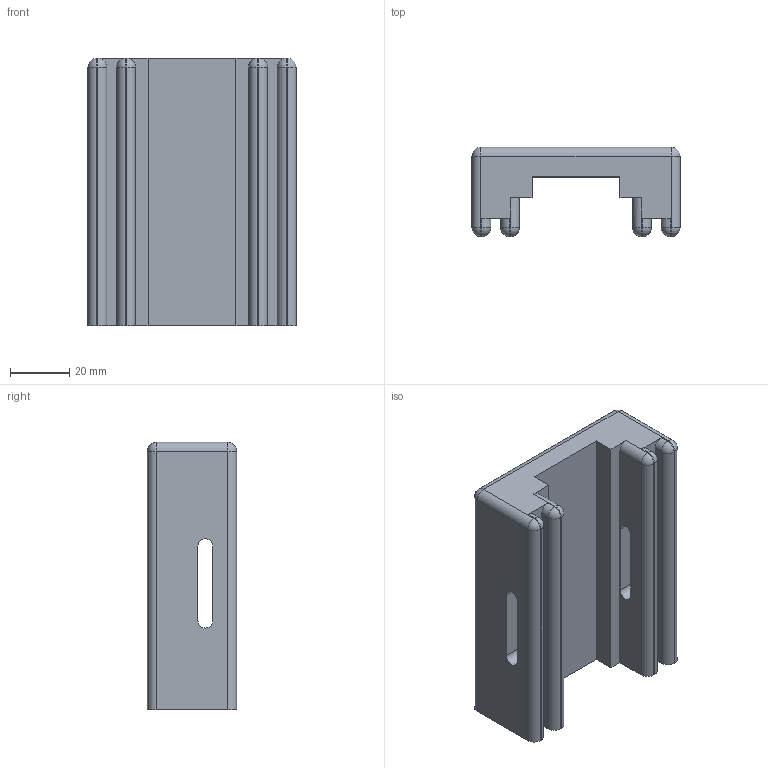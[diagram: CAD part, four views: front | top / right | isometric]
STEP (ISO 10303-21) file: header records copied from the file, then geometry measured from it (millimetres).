
FILE_DESCRIPTION(/* description */ (''),/* implementation_level */ '2;1');
FILE_NAME(/* name */ 'BobSkate_Half2 v3.step',/* time_stamp */ '2024-04-30T23:30:21-04:00',/* author */ (''),/* organization */ (''),/* preprocessor_version */ 'ST-DEVELOPER v20',/* originating_system */ 'Autodesk Translation Framework v12.20.1.177',/* authorisation */ '');
FILE_SCHEMA (('AUTOMOTIVE_DESIGN { 1 0 10303 214 3 1 1 }'));
Length unit declared in the file: millimetre
Products named in the file (1): BobSkate_Half2
Bounding box: 70 x 30 x 90 mm (x, y, z)
Volume: 115191.5 mm3; surface area: 26566.9 mm2
Topology: 1 solids, 1 shells, 65 faces, 167 edges, 96 vertices
Faces by surface type: plane 28, cylinder 27, sphere 10
Entity records: 1930 total; most frequent: DIRECTION 347, CARTESIAN_POINT 321, ORIENTED_EDGE 318, EDGE_CURVE 159, AXIS2_PLACEMENT_3D 122, LINE 103, VECTOR 103, VERTEX_POINT 96
